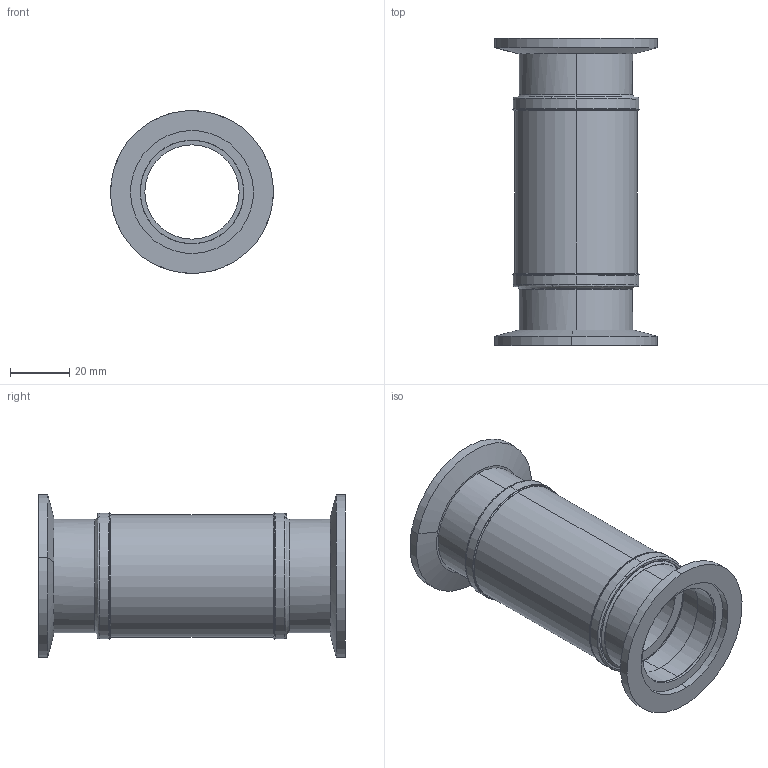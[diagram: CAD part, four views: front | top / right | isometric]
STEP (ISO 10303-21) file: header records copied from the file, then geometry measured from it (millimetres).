
FILE_DESCRIPTION (( 'STEP AP203' ), '1' );
FILE_NAME ('A0597-2-QF.STEP', '2011-10-05T19:38:11', ( '' ), ( '' ), 'SwSTEP 2.0', 'SolidWorks 2011', '' );
FILE_SCHEMA (( 'CONFIG_CONTROL_DESIGN' ));
Length unit declared in the file: inch
Products named in the file (1): A0597-2-QF
Bounding box: 54.79 x 103.35 x 54.79 mm (x, y, z)
Volume: 48132.2 mm3; surface area: 34807.9 mm2
Topology: 1 solids, 1 shells, 120 faces, 298 edges, 194 vertices
Faces by surface type: cylinder 40, bspline 32, cone 32, plane 16
Entity records: 4939 total; most frequent: CARTESIAN_POINT 1957, DIRECTION 670, ORIENTED_EDGE 596, AXIS2_PLACEMENT_3D 299, EDGE_CURVE 298, CIRCLE 210, VERTEX_POINT 194, EDGE_LOOP 136
